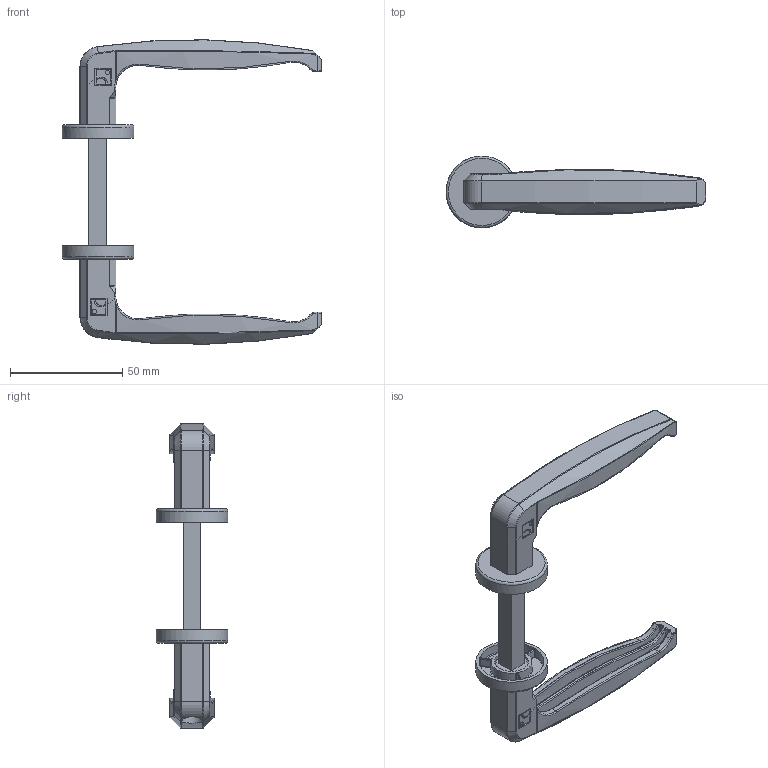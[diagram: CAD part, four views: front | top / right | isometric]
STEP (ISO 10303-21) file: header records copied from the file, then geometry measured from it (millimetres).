
FILE_DESCRIPTION(/* description */ (''),/* implementation_level */ '2;1');
FILE_NAME(/* name */ '1295-70.stp',/* time_stamp */ '2019-08-05T13:26:47+02:00',/* author */ ('LIONEL'),/* organization */ (''),/* preprocessor_version */ 'ST-DEVELOPER v17.2',/* originating_system */ 'Autodesk Inventor 2019',/* authorisation */ '');
FILE_SCHEMA (('AUTOMOTIVE_DESIGN { 1 0 10303 214 3 1 1 }'));
Length unit declared in the file: millimetre
Products named in the file (7): 1295-70; 1295_06; 1295_02; 1295_08; ISO 10642 - M5 x  25; 1295_01; 1295_04
Assembly tree (7 placements, depth 3):
  1295-70
    1295_06
      1295_02
      1295_08
    ISO 10642 - M5 x  25
    1295_01
    1295_04  x2
Bounding box: 116 x 31.98 x 135.9 mm (x, y, z)
Volume: 45991.6 mm3; surface area: 32410.1 mm2
Topology: 6 solids, 6 shells, 692 faces, 1568 edges, 901 vertices
Faces by surface type: cylinder 221, plane 164, bspline 126, sphere 84, torus 74, cone 23
Full cylindrical faces by diameter (mm): 1.968 x4, 4.134 x1, 5 x1, 5.5 x1, 9.43 x1, 10 x1, 15 x2, 15.2 x2, 18.2 x2, 29 x2, 32 x2
Entity records: 19701 total; most frequent: CARTESIAN_POINT 6073, DIRECTION 2864, ORIENTED_EDGE 2772, EDGE_CURVE 1386, AXIS2_PLACEMENT_3D 1164, VERTEX_POINT 803, EDGE_LOOP 633, FACE_OUTER_BOUND 611
